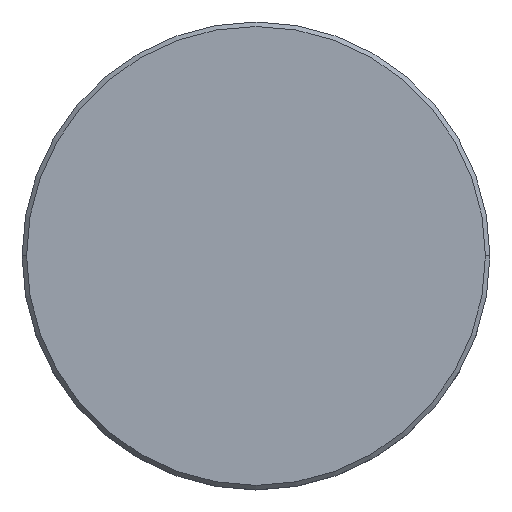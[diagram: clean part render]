
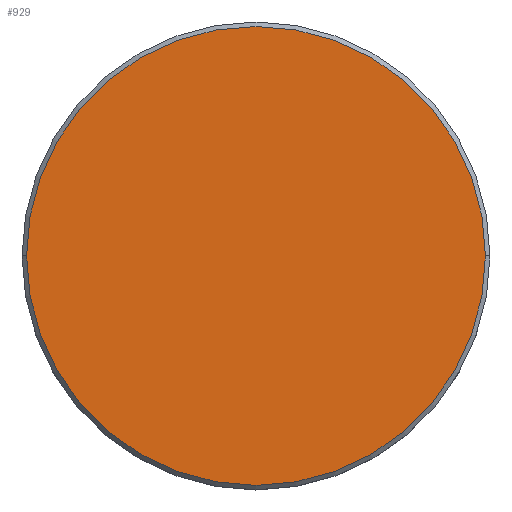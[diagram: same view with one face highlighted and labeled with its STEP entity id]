
A CAD part, top view. The second image highlights one B-rep face of the part: STEP entity #929.
In plain terms, the highlighted planar face has unit normal (0, 0, 1).
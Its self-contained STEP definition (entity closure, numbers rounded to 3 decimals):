
#30 = CIRCLE ( 'NONE', #203, 25.5 ) ;
#60 = DIRECTION ( 'NONE',  ( 1., 0., 0. ) ) ;
#171 = VERTEX_POINT ( 'NONE', #694 ) ;
#203 = AXIS2_PLACEMENT_3D ( 'NONE', #697, #702, #1072 ) ;
#245 = ORIENTED_EDGE ( 'NONE', *, *, #950, .T. ) ;
#370 = AXIS2_PLACEMENT_3D ( 'NONE', #933, #392, #756 ) ;
#392 = DIRECTION ( 'NONE',  ( 0., 0., 1. ) ) ;
#421 = PLANE ( 'NONE',  #637 ) ;
#619 = VERTEX_POINT ( 'NONE', #724 ) ;
#620 = CARTESIAN_POINT ( 'NONE',  ( 0., 0., 0. ) ) ;
#637 = AXIS2_PLACEMENT_3D ( 'NONE', #620, #1147, #60 ) ;
#694 = CARTESIAN_POINT ( 'NONE',  ( -25.5, 0., 0. ) ) ;
#697 = CARTESIAN_POINT ( 'NONE',  ( 0., 0., 0. ) ) ;
#702 = DIRECTION ( 'NONE',  ( 0., 0., 1. ) ) ;
#724 = CARTESIAN_POINT ( 'NONE',  ( 25.5, 0., 0. ) ) ;
#756 = DIRECTION ( 'NONE',  ( 1., 0., 0. ) ) ;
#824 = EDGE_CURVE ( 'NONE', #619, #171, #1137, .T. ) ;
#898 = EDGE_LOOP ( 'NONE', ( #245, #1075 ) ) ;
#929 = ADVANCED_FACE ( 'NONE', ( #1168 ), #421, .T. ) ;
#933 = CARTESIAN_POINT ( 'NONE',  ( 0., 0., 0. ) ) ;
#950 = EDGE_CURVE ( 'NONE', #171, #619, #30, .T. ) ;
#1072 = DIRECTION ( 'NONE',  ( 1., 0., 0. ) ) ;
#1075 = ORIENTED_EDGE ( 'NONE', *, *, #824, .T. ) ;
#1137 = CIRCLE ( 'NONE', #370, 25.5 ) ;
#1147 = DIRECTION ( 'NONE',  ( 0., 0., 1. ) ) ;
#1168 = FACE_OUTER_BOUND ( 'NONE', #898, .T. ) ;
